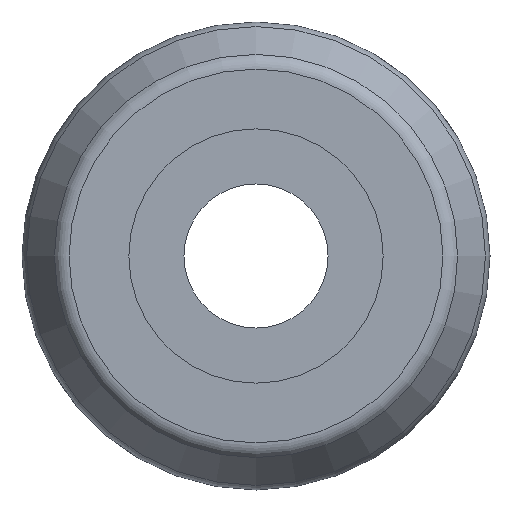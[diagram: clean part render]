
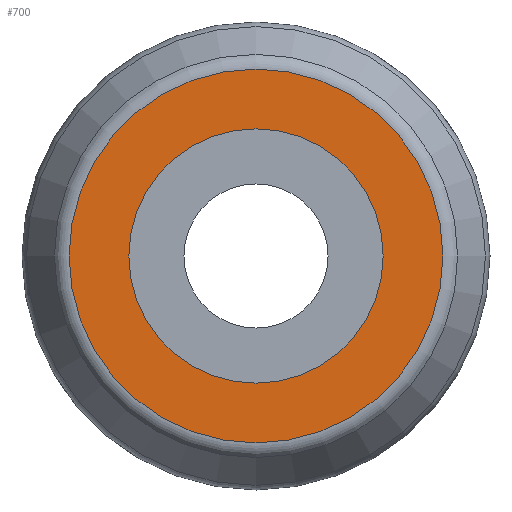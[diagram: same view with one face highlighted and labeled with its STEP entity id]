
A CAD part, front view. The second image highlights one B-rep face of the part: STEP entity #700.
In plain terms, the highlighted planar face has unit normal (0, -1, 0).
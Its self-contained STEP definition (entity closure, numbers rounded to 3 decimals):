
#24 = VERTEX_POINT ( 'NONE', #484 ) ;
#39 = PLANE ( 'NONE',  #709 ) ;
#72 = CARTESIAN_POINT ( 'NONE',  ( 0., -7., 11.023 ) ) ;
#121 = ORIENTED_EDGE ( 'NONE', *, *, #803, .F. ) ;
#153 = EDGE_LOOP ( 'NONE', ( #121 ) ) ;
#209 = CIRCLE ( 'NONE', #753, 11.023 ) ;
#218 = AXIS2_PLACEMENT_3D ( 'NONE', #828, #479, #268 ) ;
#230 = VERTEX_POINT ( 'NONE', #72 ) ;
#268 = DIRECTION ( 'NONE',  ( 0., 0., -1. ) ) ;
#273 = EDGE_LOOP ( 'NONE', ( #300 ) ) ;
#294 = EDGE_CURVE ( 'NONE', #24, #24, #727, .T. ) ;
#300 = ORIENTED_EDGE ( 'NONE', *, *, #294, .F. ) ;
#315 = DIRECTION ( 'NONE',  ( 0., -1., 0. ) ) ;
#321 = DIRECTION ( 'NONE',  ( 0., 0., -1. ) ) ;
#331 = DIRECTION ( 'NONE',  ( 0., 1., 0. ) ) ;
#377 = FACE_BOUND ( 'NONE', #273, .T. ) ;
#402 = FACE_OUTER_BOUND ( 'NONE', #153, .T. ) ;
#479 = DIRECTION ( 'NONE',  ( 0., -1., 0. ) ) ;
#484 = CARTESIAN_POINT ( 'NONE',  ( 0., -7., -7.5 ) ) ;
#700 = ADVANCED_FACE ( 'NONE', ( #377, #402 ), #39, .T. ) ;
#709 = AXIS2_PLACEMENT_3D ( 'NONE', #726, #315, #321 ) ;
#726 = CARTESIAN_POINT ( 'NONE',  ( 11.023, -7., 0. ) ) ;
#727 = CIRCLE ( 'NONE', #218, 7.5 ) ;
#753 = AXIS2_PLACEMENT_3D ( 'NONE', #805, #331, #817 ) ;
#803 = EDGE_CURVE ( 'NONE', #230, #230, #209, .T. ) ;
#805 = CARTESIAN_POINT ( 'NONE',  ( 0., -7., 0. ) ) ;
#817 = DIRECTION ( 'NONE',  ( 0., 0., 1. ) ) ;
#828 = CARTESIAN_POINT ( 'NONE',  ( 0., -7., 0. ) ) ;
